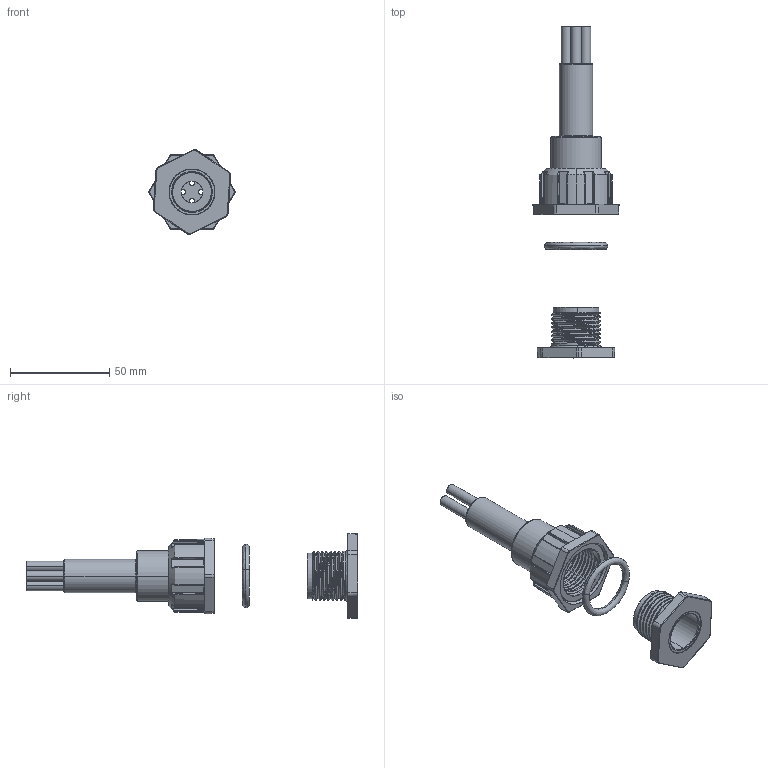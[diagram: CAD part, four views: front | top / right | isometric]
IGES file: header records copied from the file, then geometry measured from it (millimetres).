
Start section: SolidWorks IGES file using analytic representation for surfaces
Global section: file name: 2-NUS-4A.IGS; native system: SolidWorks 2020; preprocessor: SolidWorks 2020; author: office; date: 210528.135915; units: inch
Bounding box: 43.36 x 167.1 x 42.67 mm (x, y, z)
Surface area: 24902.7 mm2 (no closed solid volume)
Topology: 0 solids, 0 shells, 329 faces, 5600 edges, 5576 vertices
Faces by surface type: revolution 178, bspline 151
